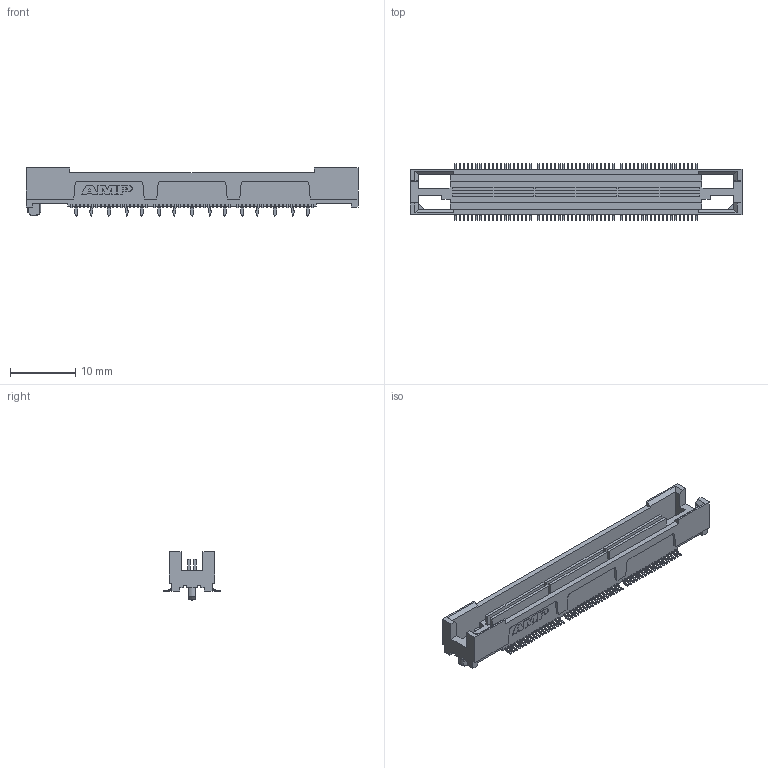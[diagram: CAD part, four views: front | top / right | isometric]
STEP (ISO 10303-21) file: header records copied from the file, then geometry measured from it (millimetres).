
FILE_DESCRIPTION((''),'2;1');
FILE_NAME('TYCO_2-767004-4.stp','2010-11-15T11:59:54',(''),(''),'Mechanical Desktop 2011','Mechanical Desktop 2011',', , ');
FILE_SCHEMA(('AUTOMOTIVE_DESIGN { 1 2 10303 214 1 1 1 1 }'));
Length unit declared in the file: millimetre
Products named in the file (1): Product
Bounding box: 50.8 x 8.71 x 7.39 mm (x, y, z)
Volume: 862.9 mm3; surface area: 2390.4 mm2
Topology: 130 solids, 130 shells, 1711 faces, 4336 edges, 2888 vertices
Faces by surface type: plane 738, bspline 686, cylinder 285, cone 2
Entity records: 54335 total; most frequent: CARTESIAN_POINT 14260, ORIENTED_EDGE 8672, DIRECTION 7408, EDGE_CURVE 4336, VECTOR 3300, LINE 3300, VERTEX_POINT 2888, AXIS2_PLACEMENT_3D 2054
